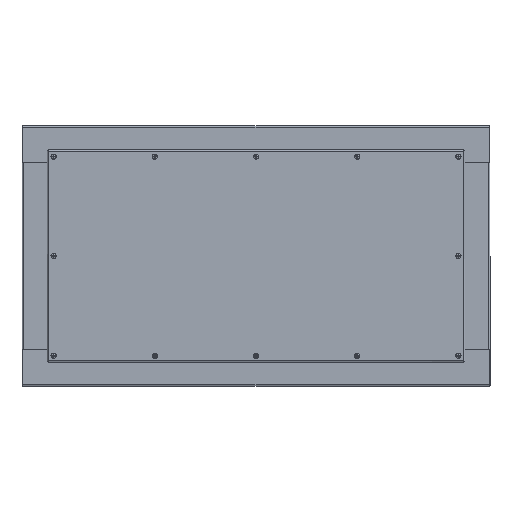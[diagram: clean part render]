
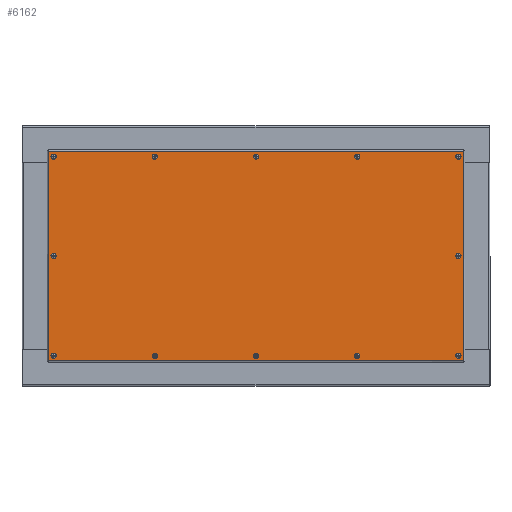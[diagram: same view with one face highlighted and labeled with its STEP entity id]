
A CAD part, front view. The second image highlights one B-rep face of the part: STEP entity #6162.
In plain terms, the highlighted face is planar.
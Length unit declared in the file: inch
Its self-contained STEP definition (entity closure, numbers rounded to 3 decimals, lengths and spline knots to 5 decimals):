
#616=PLANE('',#6639);
#976=LINE('',#9793,#1464);
#992=LINE('',#9895,#1480);
#1007=LINE('',#9995,#1495);
#1022=LINE('',#10094,#1510);
#1464=VECTOR('',#7858,16.202);
#1480=VECTOR('',#7888,32.0395);
#1495=VECTOR('',#7917,16.202);
#1510=VECTOR('',#7946,32.0395);
#1791=FACE_BOUND('',#2547,.T.);
#1792=FACE_BOUND('',#2548,.T.);
#1793=FACE_BOUND('',#2549,.T.);
#1794=FACE_BOUND('',#2550,.T.);
#1795=FACE_BOUND('',#2551,.T.);
#1796=FACE_BOUND('',#2552,.T.);
#1797=FACE_BOUND('',#2553,.T.);
#1798=FACE_BOUND('',#2554,.T.);
#1799=FACE_BOUND('',#2555,.T.);
#1800=FACE_BOUND('',#2556,.T.);
#1801=FACE_BOUND('',#2557,.T.);
#1802=FACE_BOUND('',#2558,.T.);
#2068=FACE_OUTER_BOUND('',#2546,.T.);
#2546=EDGE_LOOP('',(#5109,#5110,#5111,#5112));
#2547=EDGE_LOOP('',(#5113));
#2548=EDGE_LOOP('',(#5114));
#2549=EDGE_LOOP('',(#5115));
#2550=EDGE_LOOP('',(#5116));
#2551=EDGE_LOOP('',(#5117));
#2552=EDGE_LOOP('',(#5118));
#2553=EDGE_LOOP('',(#5119));
#2554=EDGE_LOOP('',(#5120));
#2555=EDGE_LOOP('',(#5121));
#2556=EDGE_LOOP('',(#5122));
#2557=EDGE_LOOP('',(#5123));
#2558=EDGE_LOOP('',(#5124));
#2769=CIRCLE('',#6576,0.125);
#2771=CIRCLE('',#6579,0.125);
#2773=CIRCLE('',#6582,0.125);
#2775=CIRCLE('',#6585,0.125);
#2777=CIRCLE('',#6588,0.125);
#2779=CIRCLE('',#6591,0.125);
#2781=CIRCLE('',#6594,0.125);
#2783=CIRCLE('',#6597,0.125);
#2785=CIRCLE('',#6600,0.125);
#2787=CIRCLE('',#6603,0.125);
#2790=CIRCLE('',#6636,0.125);
#2791=CIRCLE('',#6638,0.125);
#3127=VERTEX_POINT('',#9733);
#3129=VERTEX_POINT('',#9738);
#3131=VERTEX_POINT('',#9743);
#3133=VERTEX_POINT('',#9748);
#3135=VERTEX_POINT('',#9753);
#3137=VERTEX_POINT('',#9758);
#3139=VERTEX_POINT('',#9763);
#3141=VERTEX_POINT('',#9768);
#3143=VERTEX_POINT('',#9773);
#3145=VERTEX_POINT('',#9778);
#3148=VERTEX_POINT('',#9784);
#3149=VERTEX_POINT('',#9792);
#3160=VERTEX_POINT('',#9894);
#3170=VERTEX_POINT('',#9994);
#3188=VERTEX_POINT('',#10186);
#3189=VERTEX_POINT('',#10189);
#3759=EDGE_CURVE('',#3127,#3127,#2769,.T.);
#3761=EDGE_CURVE('',#3129,#3129,#2771,.T.);
#3763=EDGE_CURVE('',#3131,#3131,#2773,.T.);
#3765=EDGE_CURVE('',#3133,#3133,#2775,.T.);
#3767=EDGE_CURVE('',#3135,#3135,#2777,.T.);
#3769=EDGE_CURVE('',#3137,#3137,#2779,.T.);
#3771=EDGE_CURVE('',#3139,#3139,#2781,.T.);
#3773=EDGE_CURVE('',#3141,#3141,#2783,.T.);
#3775=EDGE_CURVE('',#3143,#3143,#2785,.T.);
#3777=EDGE_CURVE('',#3145,#3145,#2787,.T.);
#3780=EDGE_CURVE('',#3149,#3148,#976,.T.);
#3800=EDGE_CURVE('',#3160,#3149,#992,.T.);
#3819=EDGE_CURVE('',#3170,#3160,#1007,.T.);
#3838=EDGE_CURVE('',#3148,#3170,#1022,.T.);
#3856=EDGE_CURVE('',#3188,#3188,#2790,.T.);
#3857=EDGE_CURVE('',#3189,#3189,#2791,.T.);
#5109=ORIENTED_EDGE('',*,*,#3780,.T.);
#5110=ORIENTED_EDGE('',*,*,#3838,.T.);
#5111=ORIENTED_EDGE('',*,*,#3819,.T.);
#5112=ORIENTED_EDGE('',*,*,#3800,.T.);
#5113=ORIENTED_EDGE('',*,*,#3759,.T.);
#5114=ORIENTED_EDGE('',*,*,#3761,.T.);
#5115=ORIENTED_EDGE('',*,*,#3763,.T.);
#5116=ORIENTED_EDGE('',*,*,#3765,.T.);
#5117=ORIENTED_EDGE('',*,*,#3767,.T.);
#5118=ORIENTED_EDGE('',*,*,#3769,.T.);
#5119=ORIENTED_EDGE('',*,*,#3771,.T.);
#5120=ORIENTED_EDGE('',*,*,#3773,.T.);
#5121=ORIENTED_EDGE('',*,*,#3775,.T.);
#5122=ORIENTED_EDGE('',*,*,#3777,.T.);
#5123=ORIENTED_EDGE('',*,*,#3856,.T.);
#5124=ORIENTED_EDGE('',*,*,#3857,.T.);
#6162=ADVANCED_FACE('',(#2068,#1791,#1792,#1793,#1794,#1795,#1796,#1797,
#1798,#1799,#1800,#1801,#1802),#616,.T.);
#6576=AXIS2_PLACEMENT_3D('',#9734,#7799,#7800);
#6579=AXIS2_PLACEMENT_3D('',#9739,#7805,#7806);
#6582=AXIS2_PLACEMENT_3D('',#9744,#7811,#7812);
#6585=AXIS2_PLACEMENT_3D('',#9749,#7817,#7818);
#6588=AXIS2_PLACEMENT_3D('',#9754,#7823,#7824);
#6591=AXIS2_PLACEMENT_3D('',#9759,#7829,#7830);
#6594=AXIS2_PLACEMENT_3D('',#9764,#7835,#7836);
#6597=AXIS2_PLACEMENT_3D('',#9769,#7841,#7842);
#6600=AXIS2_PLACEMENT_3D('',#9774,#7847,#7848);
#6603=AXIS2_PLACEMENT_3D('',#9779,#7853,#7854);
#6636=AXIS2_PLACEMENT_3D('',#10187,#7979,#7980);
#6638=AXIS2_PLACEMENT_3D('',#10190,#7983,#7984);
#6639=AXIS2_PLACEMENT_3D('',#10191,#7985,#7986);
#7799=DIRECTION('center_axis',(0.,0.,-1.));
#7800=DIRECTION('ref_axis',(-1.,0.,0.));
#7805=DIRECTION('center_axis',(0.,0.,-1.));
#7806=DIRECTION('ref_axis',(-1.,0.,0.));
#7811=DIRECTION('center_axis',(0.,0.,-1.));
#7812=DIRECTION('ref_axis',(-1.,0.,0.));
#7817=DIRECTION('center_axis',(0.,0.,-1.));
#7818=DIRECTION('ref_axis',(-1.,0.,0.));
#7823=DIRECTION('center_axis',(0.,0.,-1.));
#7824=DIRECTION('ref_axis',(-1.,0.,0.));
#7829=DIRECTION('center_axis',(0.,0.,-1.));
#7830=DIRECTION('ref_axis',(-1.,0.,0.));
#7835=DIRECTION('center_axis',(0.,0.,-1.));
#7836=DIRECTION('ref_axis',(-1.,0.,0.));
#7841=DIRECTION('center_axis',(0.,0.,-1.));
#7842=DIRECTION('ref_axis',(-1.,0.,0.));
#7847=DIRECTION('center_axis',(0.,0.,-1.));
#7848=DIRECTION('ref_axis',(-1.,0.,0.));
#7853=DIRECTION('center_axis',(0.,0.,-1.));
#7854=DIRECTION('ref_axis',(-1.,0.,0.));
#7858=DIRECTION('',(0.,1.,0.));
#7888=DIRECTION('',(1.,0.,0.));
#7917=DIRECTION('',(0.,-1.,0.));
#7946=DIRECTION('',(-1.,0.,0.));
#7979=DIRECTION('center_axis',(0.,0.,-1.));
#7980=DIRECTION('ref_axis',(-1.,0.,0.));
#7983=DIRECTION('center_axis',(0.,0.,-1.));
#7984=DIRECTION('ref_axis',(-1.,0.,0.));
#7985=DIRECTION('center_axis',(0.,0.,1.));
#7986=DIRECTION('ref_axis',(1.,0.,0.));
#9733=CARTESIAN_POINT('',(-15.5,7.70625,0.074));
#9734=CARTESIAN_POINT('Origin',(-15.625,7.70625,0.074));
#9738=CARTESIAN_POINT('',(-15.5,-7.70625,0.074));
#9739=CARTESIAN_POINT('Origin',(-15.625,-7.70625,0.074));
#9743=CARTESIAN_POINT('',(-7.6875,7.70625,0.074));
#9744=CARTESIAN_POINT('Origin',(-7.8125,7.70625,0.074));
#9748=CARTESIAN_POINT('',(-7.6875,-7.70625,0.074));
#9749=CARTESIAN_POINT('Origin',(-7.8125,-7.70625,0.074));
#9753=CARTESIAN_POINT('',(0.125,7.70625,0.074));
#9754=CARTESIAN_POINT('Origin',(0.,7.70625,0.074));
#9758=CARTESIAN_POINT('',(0.125,-7.70625,0.074));
#9759=CARTESIAN_POINT('Origin',(0.,-7.70625,
0.074));
#9763=CARTESIAN_POINT('',(7.9375,7.70625,0.074));
#9764=CARTESIAN_POINT('Origin',(7.8125,7.70625,0.074));
#9768=CARTESIAN_POINT('',(7.9375,-7.70625,0.074));
#9769=CARTESIAN_POINT('Origin',(7.8125,-7.70625,0.074));
#9773=CARTESIAN_POINT('',(15.75,7.70625,0.074));
#9774=CARTESIAN_POINT('Origin',(15.625,7.70625,0.074));
#9778=CARTESIAN_POINT('',(15.75,-7.70625,0.074));
#9779=CARTESIAN_POINT('Origin',(15.625,-7.70625,0.074));
#9784=CARTESIAN_POINT('',(16.01975,8.101,0.074));
#9792=CARTESIAN_POINT('',(16.01975,-8.101,0.074));
#9793=CARTESIAN_POINT('',(16.01975,-4.0505,0.074));
#9894=CARTESIAN_POINT('',(-16.01975,-8.101,0.074));
#9895=CARTESIAN_POINT('',(-8.00988,-8.101,0.074));
#9994=CARTESIAN_POINT('',(-16.01975,8.101,0.074));
#9995=CARTESIAN_POINT('',(-16.01975,4.0505,0.074));
#10094=CARTESIAN_POINT('',(8.00988,8.101,0.074));
#10186=CARTESIAN_POINT('',(15.75,0.,0.074));
#10187=CARTESIAN_POINT('Origin',(15.625,0.,0.074));
#10189=CARTESIAN_POINT('',(-15.5,0.,0.074));
#10190=CARTESIAN_POINT('Origin',(-15.625,0.,0.074));
#10191=CARTESIAN_POINT('Origin',(0.,0.,
0.074));
